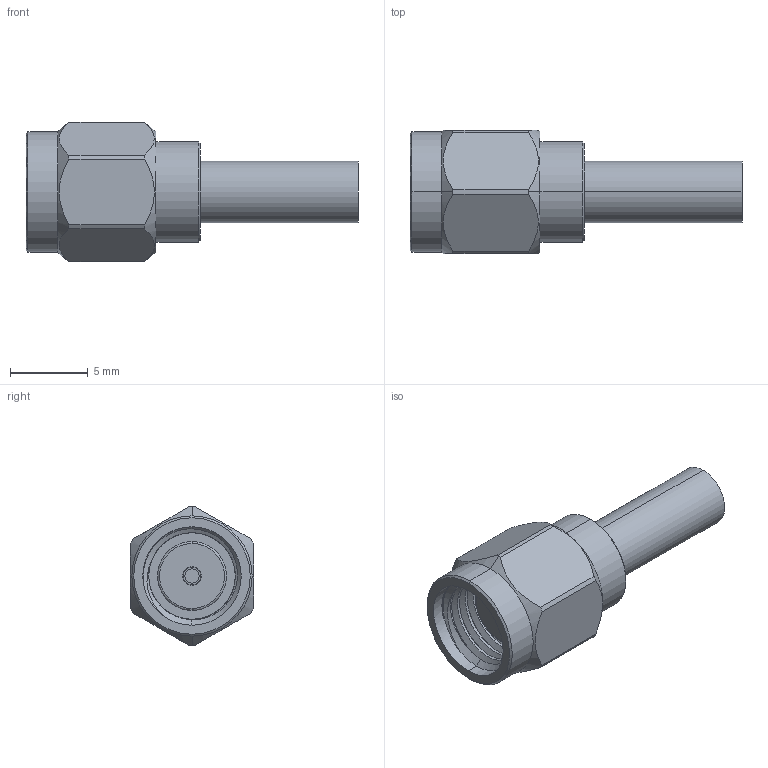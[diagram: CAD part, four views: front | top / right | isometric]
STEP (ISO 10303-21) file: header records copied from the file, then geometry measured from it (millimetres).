
FILE_DESCRIPTION (( 'STEP AP214' ), '1' );
FILE_NAME ('FMCN5248_3D.step', '2024-07-31T22:55:13', ( '' ), ( '' ), 'SwSTEP 2.0', 'SolidWorks 2022', '' );
FILE_SCHEMA (( 'AUTOMOTIVE_DESIGN' ));
Length unit declared in the file: inch
Products named in the file (1): FMCN5248_3D
Bounding box: 21.41 x 7.94 x 8.99 mm (x, y, z)
Volume: 488.8 mm3; surface area: 934 mm2
Topology: 3 solids, 3 shells, 102 faces, 249 edges, 158 vertices
Faces by surface type: cylinder 49, plane 31, cone 17, bspline 5
Entity records: 5347 total; most frequent: CARTESIAN_POINT 2989, ORIENTED_EDGE 498, DIRECTION 445, EDGE_CURVE 249, AXIS2_PLACEMENT_3D 182, VERTEX_POINT 158, EDGE_LOOP 111, FACE_OUTER_BOUND 102
